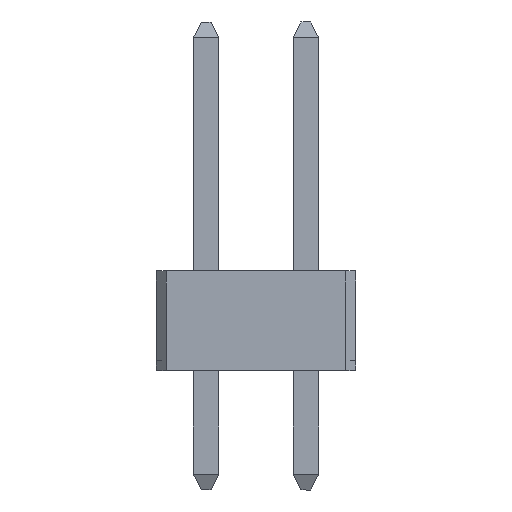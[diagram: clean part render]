
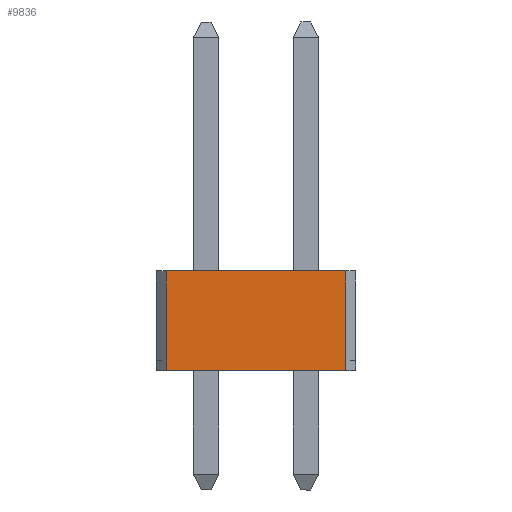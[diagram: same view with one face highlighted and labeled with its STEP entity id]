
A CAD part, left-side view. The second image highlights one B-rep face of the part: STEP entity #9836.
In plain terms, the highlighted planar face has unit normal (-1, 0, 0).
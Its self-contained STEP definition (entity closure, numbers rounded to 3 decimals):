
#87=FACE_OUTER_BOUND('',#689,.T.);
#689=EDGE_LOOP('',(#6407,#6408,#6409,#6410));
#1335=LINE('',#13657,#2719);
#1414=LINE('',#13826,#2798);
#1415=LINE('',#13829,#2799);
#1416=LINE('',#13830,#2800);
#2719=VECTOR('',#11058,4.572);
#2798=VECTOR('',#11165,2.54);
#2799=VECTOR('',#11168,4.572);
#2800=VECTOR('',#11169,2.54);
#4102=VERTEX_POINT('',#13654);
#4103=VERTEX_POINT('',#13656);
#4179=VERTEX_POINT('',#13824);
#4180=VERTEX_POINT('',#13828);
#4939=EDGE_CURVE('',#4103,#4102,#1335,.T.);
#5018=EDGE_CURVE('',#4102,#4179,#1414,.T.);
#5019=EDGE_CURVE('',#4180,#4179,#1415,.T.);
#5020=EDGE_CURVE('',#4103,#4180,#1416,.T.);
#6407=ORIENTED_EDGE('',*,*,#4939,.T.);
#6408=ORIENTED_EDGE('',*,*,#5018,.T.);
#6409=ORIENTED_EDGE('',*,*,#5019,.F.);
#6410=ORIENTED_EDGE('',*,*,#5020,.F.);
#9099=PLANE('',#10453);
#9836=ADVANCED_FACE('',(#87),#9099,.T.);
#10453=AXIS2_PLACEMENT_3D('',#13827,#11166,#11167);
#11058=DIRECTION('',(0.,0.,1.));
#11165=DIRECTION('',(0.,1.,0.));
#11166=DIRECTION('center_axis',(-1.,0.,0.));
#11167=DIRECTION('ref_axis',(0.,0.,1.));
#11168=DIRECTION('',(0.,0.,1.));
#11169=DIRECTION('',(0.,1.,0.));
#13654=CARTESIAN_POINT('',(-1.27,0.,2.286));
#13656=CARTESIAN_POINT('',(-1.27,0.,-2.286));
#13657=CARTESIAN_POINT('',(-1.27,0.,-2.286));
#13824=CARTESIAN_POINT('',(-1.27,2.54,2.286));
#13826=CARTESIAN_POINT('',(-1.27,0.,2.286));
#13827=CARTESIAN_POINT('Origin',(-1.27,0.,-2.286));
#13828=CARTESIAN_POINT('',(-1.27,2.54,-2.286));
#13829=CARTESIAN_POINT('',(-1.27,2.54,-2.286));
#13830=CARTESIAN_POINT('',(-1.27,0.,-2.286));
